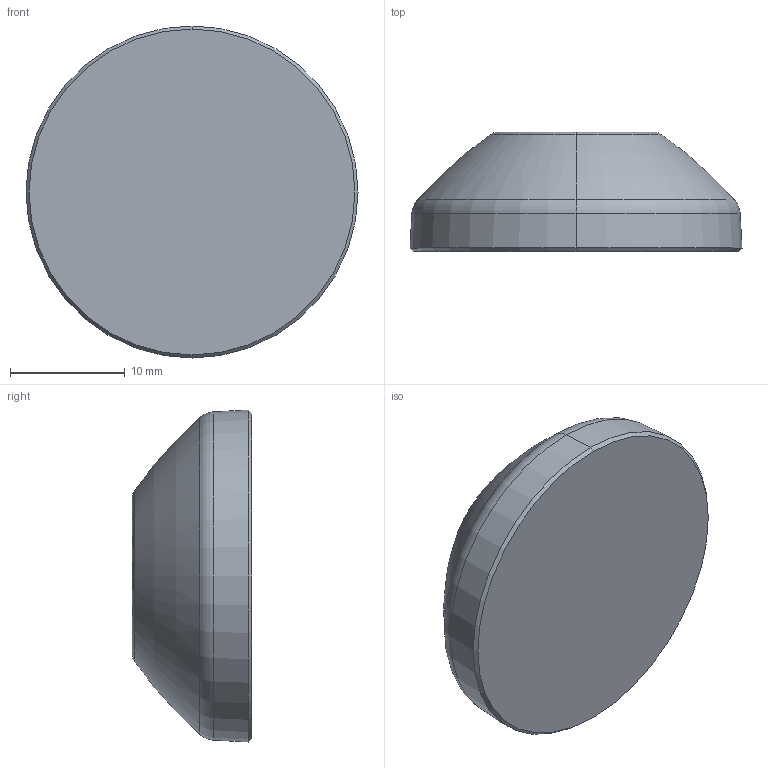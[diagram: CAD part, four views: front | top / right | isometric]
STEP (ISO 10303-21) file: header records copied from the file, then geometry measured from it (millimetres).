
FILE_DESCRIPTION (( 'STEP AP214' ), '1' );
FILE_NAME ('098m030k.STEP', '2014-08-11T08:21:39', ( '' ), ( '' ), 'SwSTEP 2.0', 'SolidWorks 2014', '' );
FILE_SCHEMA (( 'AUTOMOTIVE_DESIGN' ));
Length unit declared in the file: millimetre
Products named in the file (1): 098m030k
Bounding box: 28.97 x 10.4 x 28.97 mm (x, y, z)
Volume: 4678.3 mm3; surface area: 1979.5 mm2
Topology: 1 solids, 1 shells, 22 faces, 50 edges, 27 vertices
Faces by surface type: torus 10, cone 6, sphere 4, plane 2
Entity records: 616 total; most frequent: DIRECTION 128, CARTESIAN_POINT 92, ORIENTED_EDGE 88, AXIS2_PLACEMENT_3D 61, EDGE_CURVE 44, CIRCLE 38, VERTEX_POINT 25, EDGE_LOOP 23
